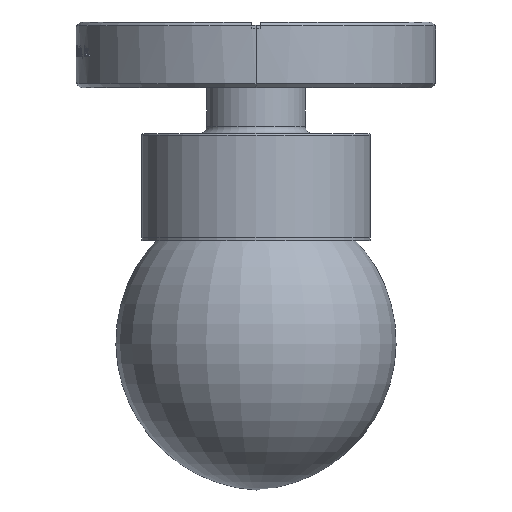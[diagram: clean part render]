
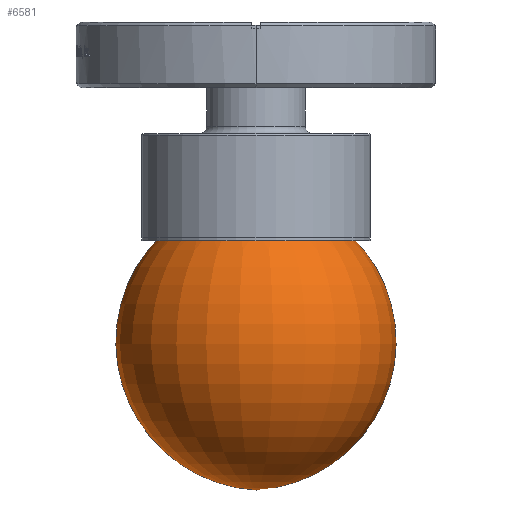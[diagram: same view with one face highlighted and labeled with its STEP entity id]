
A CAD part, left-side view. The second image highlights one B-rep face of the part: STEP entity #6581.
In plain terms, the highlighted toroidal (fillet/blend) face has major radius 1.545 mm and minor radius 28.596 mm.
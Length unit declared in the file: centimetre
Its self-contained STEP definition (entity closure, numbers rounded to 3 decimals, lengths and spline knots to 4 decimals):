
#109=VERTEX_LOOP('',#2056);
#111=DEGENERATE_TOROIDAL_SURFACE('',#7018,0.1545,2.8596,
.F.);
#2052=VERTEX_POINT('',#36111);
#2056=VERTEX_POINT('',#36119);
#2274=CIRCLE('',#7014,1.7305);
#3250=EDGE_CURVE('',#2052,#2052,#2274,.T.);
#5163=ORIENTED_EDGE('',*,*,#3250,.F.);
#5715=EDGE_LOOP('',(#5163));
#6170=FACE_BOUND('',#5715,.T.);
#6171=FACE_BOUND('',#109,.T.);
#6581=ADVANCED_FACE('',(#6170,#6171),#111,.T.);
#7014=AXIS2_PLACEMENT_3D('',#36110,#8012,#8013);
#7018=AXIS2_PLACEMENT_3D('',#36118,#8019,$);
#8012=DIRECTION('',(0.,0.,-1.));
#8013=DIRECTION('',(0.,1.731,0.));
#8019=DIRECTION('',(0.,0.,-1.));
#36110=CARTESIAN_POINT('',(0.,0.,-4.0306));
#36111=CARTESIAN_POINT('',(0.,1.7305,-4.0306));
#36118=CARTESIAN_POINT('',(0.,0.,-6.1809));
#36119=CARTESIAN_POINT('',(0.,0.,-3.3255));
